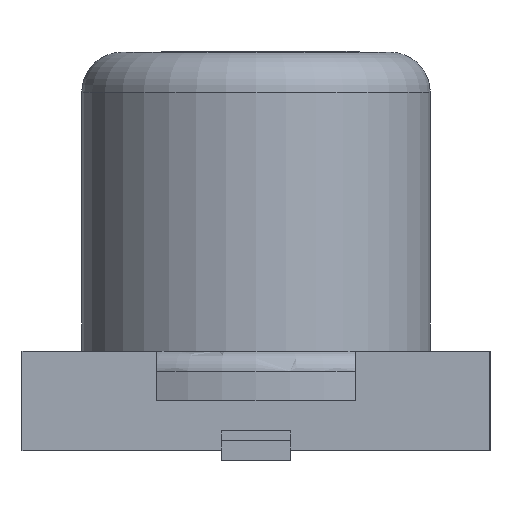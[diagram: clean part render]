
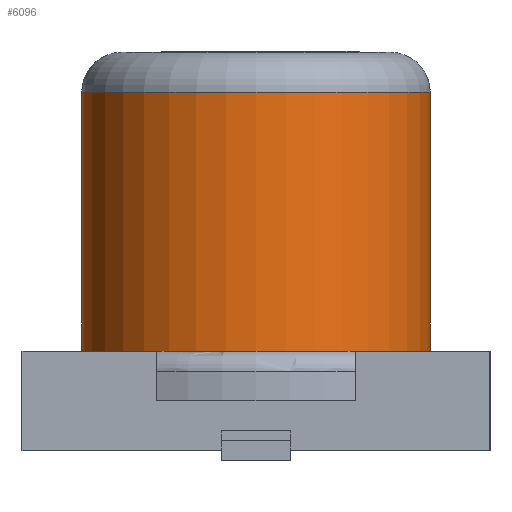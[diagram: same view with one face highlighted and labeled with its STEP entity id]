
A CAD part, left-side view. The second image highlights one B-rep face of the part: STEP entity #6096.
In plain terms, the highlighted cylindrical face has radius 1.75 mm (diameter 3.5 mm), a partial arc.
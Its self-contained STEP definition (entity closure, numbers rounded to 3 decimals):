
#710 = VECTOR ( 'NONE', #1948, 1000. ) ;
#1108 = CARTESIAN_POINT ( 'NONE',  ( -3.25, -1.75, 1. ) ) ;
#1201 = AXIS2_PLACEMENT_3D ( 'NONE', #2000, #5500, #6739 ) ;
#1246 = EDGE_CURVE ( 'NONE', #4078, #2788, #5852, .T. ) ;
#1397 = VERTEX_POINT ( 'NONE', #7980 ) ;
#1554 = CARTESIAN_POINT ( 'NONE',  ( -3.25, 1.75, 1. ) ) ;
#1636 = DIRECTION ( 'NONE',  ( 0., 0., -1. ) ) ;
#1948 = DIRECTION ( 'NONE',  ( 0., 0., 1. ) ) ;
#1962 = VERTEX_POINT ( 'NONE', #1554 ) ;
#2000 = CARTESIAN_POINT ( 'NONE',  ( -3.25, 0., 1. ) ) ;
#2163 = CYLINDRICAL_SURFACE ( 'NONE', #1201, 1.75 ) ;
#2278 = ORIENTED_EDGE ( 'NONE', *, *, #1246, .T. ) ;
#2564 = DIRECTION ( 'NONE',  ( 0., 0., 1. ) ) ;
#2724 = EDGE_LOOP ( 'NONE', ( #5609, #2278, #3295, #4613 ) ) ;
#2788 = VERTEX_POINT ( 'NONE', #4843 ) ;
#3295 = ORIENTED_EDGE ( 'NONE', *, *, #8003, .T. ) ;
#3379 = CARTESIAN_POINT ( 'NONE',  ( -3.25, 1.75, 1. ) ) ;
#3564 = CIRCLE ( 'NONE', #8196, 1.75 ) ;
#4000 = FACE_OUTER_BOUND ( 'NONE', #2724, .T. ) ;
#4078 = VERTEX_POINT ( 'NONE', #1108 ) ;
#4610 = DIRECTION ( 'NONE',  ( 1., 0., 0. ) ) ;
#4613 = ORIENTED_EDGE ( 'NONE', *, *, #7555, .F. ) ;
#4618 = LINE ( 'NONE', #3379, #710 ) ;
#4647 = DIRECTION ( 'NONE',  ( 0., -1., 0. ) ) ;
#4843 = CARTESIAN_POINT ( 'NONE',  ( -3.25, -1.75, 3.6 ) ) ;
#5175 = DIRECTION ( 'NONE',  ( 0., 0., 1. ) ) ;
#5353 = CIRCLE ( 'NONE', #6540, 1.75 ) ;
#5380 = EDGE_CURVE ( 'NONE', #1962, #4078, #3564, .T. ) ;
#5500 = DIRECTION ( 'NONE',  ( 0., 0., -1. ) ) ;
#5609 = ORIENTED_EDGE ( 'NONE', *, *, #5380, .T. ) ;
#5852 = LINE ( 'NONE', #6420, #7047 ) ;
#6096 = ADVANCED_FACE ( 'NONE', ( #4000 ), #2163, .T. ) ;
#6401 = CARTESIAN_POINT ( 'NONE',  ( -3.25, 0., 1. ) ) ;
#6420 = CARTESIAN_POINT ( 'NONE',  ( -3.25, -1.75, 1. ) ) ;
#6540 = AXIS2_PLACEMENT_3D ( 'NONE', #7999, #1636, #4647 ) ;
#6739 = DIRECTION ( 'NONE',  ( 1., 0., 0. ) ) ;
#7047 = VECTOR ( 'NONE', #5175, 1000. ) ;
#7555 = EDGE_CURVE ( 'NONE', #1962, #1397, #4618, .T. ) ;
#7980 = CARTESIAN_POINT ( 'NONE',  ( -3.25, 1.75, 3.6 ) ) ;
#7999 = CARTESIAN_POINT ( 'NONE',  ( -3.25, 0., 3.6 ) ) ;
#8003 = EDGE_CURVE ( 'NONE', #2788, #1397, #5353, .T. ) ;
#8196 = AXIS2_PLACEMENT_3D ( 'NONE', #6401, #2564, #4610 ) ;
